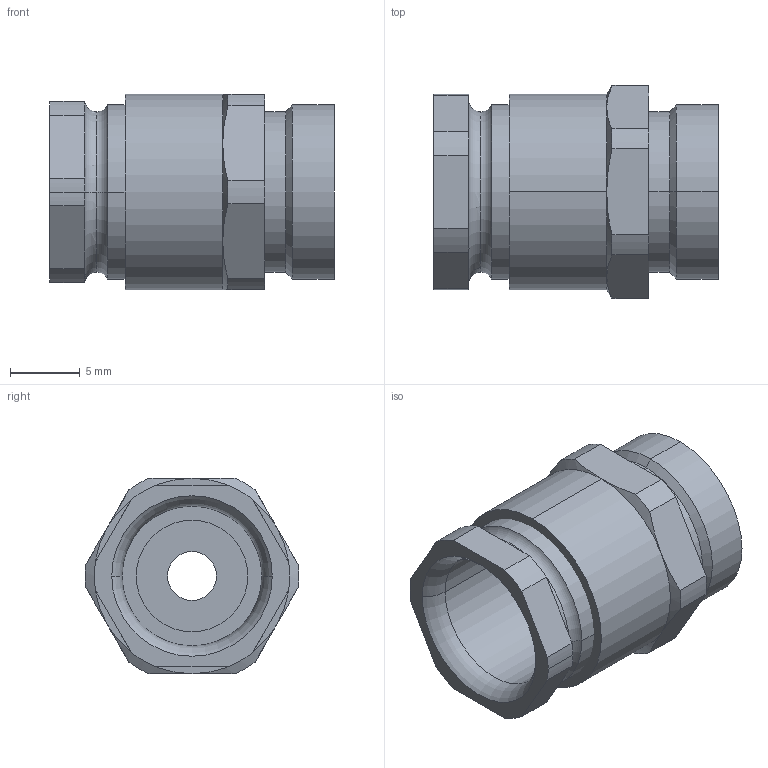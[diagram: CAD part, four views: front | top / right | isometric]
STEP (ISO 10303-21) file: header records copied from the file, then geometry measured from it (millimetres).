
FILE_DESCRIPTION (( 'STEP AP214' ), '1' );
FILE_NAME ('2082620.STEP', '2025-02-24T13:43:21', ( '' ), ( '' ), 'SwSTEP 2.0', 'SolidWorks 2024', '' );
FILE_SCHEMA (( 'AUTOMOTIVE_DESIGN' ));
Length unit declared in the file: millimetre
Products named in the file (5): 0067190_Pg7; 2082620; 0067153_Pg7; Druckring_Pg07; 0067202_Pg7
Assembly tree (5 placements, depth 2):
  2082620
    0067202_Pg7
    0067153_Pg7
    Druckring_Pg07  x2
    0067190_Pg7
Bounding box: 20.4 x 15.29 x 14 mm (x, y, z)
Volume: 1595.6 mm3; surface area: 3046 mm2
Topology: 5 solids, 5 shells, 99 faces, 227 edges, 144 vertices
Faces by surface type: cylinder 49, plane 34, cone 10, torus 6
Entity records: 2897 total; most frequent: CARTESIAN_POINT 542, DIRECTION 511, ORIENTED_EDGE 430, EDGE_CURVE 215, AXIS2_PLACEMENT_3D 213, VERTEX_POINT 136, CIRCLE 112, EDGE_LOOP 107
